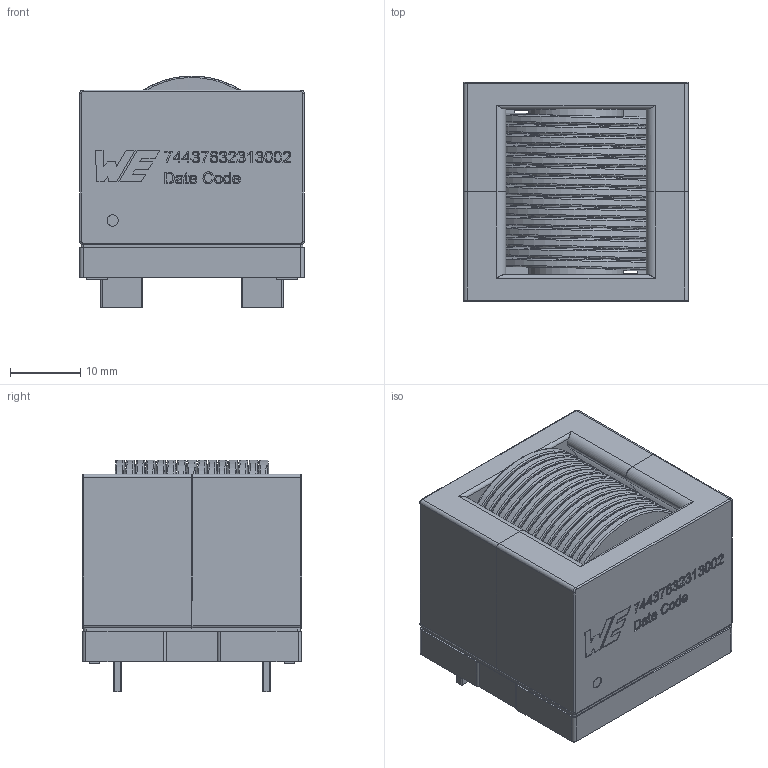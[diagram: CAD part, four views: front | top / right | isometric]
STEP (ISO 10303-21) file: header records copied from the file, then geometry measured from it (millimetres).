
FILE_DESCRIPTION(/* description */ ('Unknown'),/* implementation_level */ '2;1');
FILE_NAME(/* name */ '74437632313002',/* time_stamp */ '2024-08-19T12:59:49+08:00',/* author */ ('Unknown'),/* organization */ ('Unknown'),/* preprocessor_version */ 'ST-DEVELOPER v19.4',/* originating_system */ 'Solid Edge',/* authorisation */ 'Unknown');
FILE_SCHEMA (('AUTOMOTIVE_DESIGN {1 0 10303 214 3 1 1}'));
Products named in the file (6): 74437632313002; Base; Coil_3002_1.2; Core_B2; Core_F2; Glue
Assembly tree (5 placements, depth 2):
  74437632313002
    Base
    Coil_3002_1.2
    Core_B2
    Core_F2
    Glue
Bounding box: 32 x 31.2 x 33 mm (x, y, z)
Volume: 23166.1 mm3; surface area: 24886.7 mm2
Topology: 5 solids, 5 shells, 503 faces, 1318 edges, 868 vertices
Faces by surface type: plane 256, bspline 145, cylinder 94, torus 8
Full cylindrical faces by diameter (mm): 1.606 x1, 13.5 x2
Entity records: 69674 total; most frequent: CARTESIAN_POINT 56401, ORIENTED_EDGE 2614, DIRECTION 1587, EDGE_CURVE 1307, VERTEX_POINT 868, EDGE_LOOP 589, FACE_BOUND 589, LINE 583
